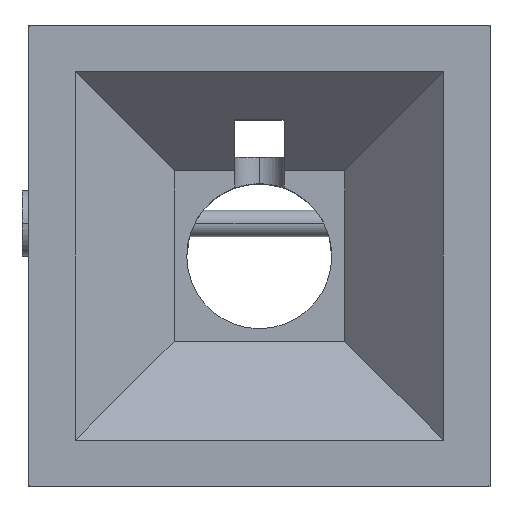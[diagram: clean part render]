
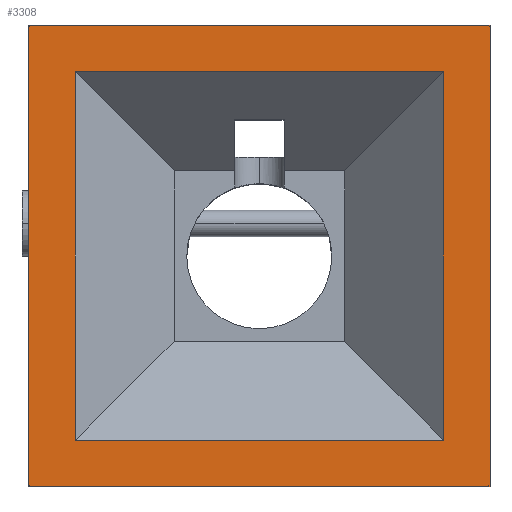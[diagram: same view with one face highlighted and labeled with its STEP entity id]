
A CAD part, top view. The second image highlights one B-rep face of the part: STEP entity #3308.
In plain terms, the highlighted planar face has unit normal (0, 0, 1).
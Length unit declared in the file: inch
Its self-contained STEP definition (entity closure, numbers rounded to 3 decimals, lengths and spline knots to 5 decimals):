
#10 = VECTOR ( 'NONE', #1964, 39.37008 ) ;
#98 = CARTESIAN_POINT ( 'NONE',  ( 0., 3.5, 5.5 ) ) ;
#102 = VECTOR ( 'NONE', #2180, 39.37008 ) ;
#139 = EDGE_CURVE ( 'NONE', #2440, #2581, #2799, .T. ) ;
#153 = LINE ( 'NONE', #98, #10 ) ;
#157 = DIRECTION ( 'NONE',  ( 0., -1., 0. ) ) ;
#182 = CARTESIAN_POINT ( 'NONE',  ( -2.79289, 2.79289, 5.5 ) ) ;
#262 = VECTOR ( 'NONE', #2285, 39.37008 ) ;
#336 = DIRECTION ( 'NONE',  ( 0., 0., 1. ) ) ;
#399 = DIRECTION ( 'NONE',  ( -1., 0., 0. ) ) ;
#472 = CARTESIAN_POINT ( 'NONE',  ( 0., -2.79289, 5.5 ) ) ;
#474 = EDGE_CURVE ( 'NONE', #2061, #2978, #153, .T. ) ;
#480 = EDGE_CURVE ( 'NONE', #1494, #2316, #1704, .T. ) ;
#538 = EDGE_CURVE ( 'NONE', #2692, #2089, #1498, .T. ) ;
#589 = FACE_BOUND ( 'NONE', #3132, .T. ) ;
#611 = CARTESIAN_POINT ( 'NONE',  ( 2.79289, 2.79289, 5.5 ) ) ;
#691 = DIRECTION ( 'NONE',  ( 0., -1., 0. ) ) ;
#712 = CARTESIAN_POINT ( 'NONE',  ( -3.5, -3.5, 5.5 ) ) ;
#720 = CARTESIAN_POINT ( 'NONE',  ( 2.79289, 0., 5.5 ) ) ;
#751 = ORIENTED_EDGE ( 'NONE', *, *, #2561, .T. ) ;
#867 = DIRECTION ( 'NONE',  ( 1., 0., 0. ) ) ;
#872 = CARTESIAN_POINT ( 'NONE',  ( 3.5, -3.5, 5.5 ) ) ;
#961 = AXIS2_PLACEMENT_3D ( 'NONE', #2691, #336, #867 ) ;
#1057 = LINE ( 'NONE', #2391, #102 ) ;
#1145 = VECTOR ( 'NONE', #691, 39.37008 ) ;
#1167 = LINE ( 'NONE', #720, #1145 ) ;
#1189 = CARTESIAN_POINT ( 'NONE',  ( -3.5, 3.5, 5.5 ) ) ;
#1280 = EDGE_LOOP ( 'NONE', ( #2241, #3214, #2475, #1575 ) ) ;
#1444 = EDGE_CURVE ( 'NONE', #2061, #1494, #2336, .T. ) ;
#1494 = VERTEX_POINT ( 'NONE', #872 ) ;
#1496 = EDGE_CURVE ( 'NONE', #2978, #2316, #1057, .T. ) ;
#1498 = LINE ( 'NONE', #472, #2879 ) ;
#1536 = ORIENTED_EDGE ( 'NONE', *, *, #139, .F. ) ;
#1575 = ORIENTED_EDGE ( 'NONE', *, *, #1444, .F. ) ;
#1634 = FACE_OUTER_BOUND ( 'NONE', #1280, .T. ) ;
#1704 = LINE ( 'NONE', #2753, #1935 ) ;
#1935 = VECTOR ( 'NONE', #399, 39.37008 ) ;
#1964 = DIRECTION ( 'NONE',  ( -1., 0., 0. ) ) ;
#1986 = CARTESIAN_POINT ( 'NONE',  ( 3.5, 0., 5.5 ) ) ;
#2000 = DIRECTION ( 'NONE',  ( -1., 0., 0. ) ) ;
#2061 = VERTEX_POINT ( 'NONE', #2759 ) ;
#2088 = ORIENTED_EDGE ( 'NONE', *, *, #2124, .F. ) ;
#2089 = VERTEX_POINT ( 'NONE', #2236 ) ;
#2124 = EDGE_CURVE ( 'NONE', #2581, #2089, #2727, .T. ) ;
#2180 = DIRECTION ( 'NONE',  ( 0., -1., 0. ) ) ;
#2219 = CARTESIAN_POINT ( 'NONE',  ( 0., 2.79289, 5.5 ) ) ;
#2236 = CARTESIAN_POINT ( 'NONE',  ( -2.79289, -2.79289, 5.5 ) ) ;
#2241 = ORIENTED_EDGE ( 'NONE', *, *, #474, .T. ) ;
#2264 = CARTESIAN_POINT ( 'NONE',  ( -2.79289, 0., 5.5 ) ) ;
#2285 = DIRECTION ( 'NONE',  ( 0., -1., 0. ) ) ;
#2316 = VERTEX_POINT ( 'NONE', #712 ) ;
#2336 = LINE ( 'NONE', #1986, #262 ) ;
#2391 = CARTESIAN_POINT ( 'NONE',  ( -3.5, 0., 5.5 ) ) ;
#2440 = VERTEX_POINT ( 'NONE', #611 ) ;
#2475 = ORIENTED_EDGE ( 'NONE', *, *, #480, .F. ) ;
#2528 = CARTESIAN_POINT ( 'NONE',  ( 2.79289, -2.79289, 5.5 ) ) ;
#2561 = EDGE_CURVE ( 'NONE', #2440, #2692, #1167, .T. ) ;
#2569 = ORIENTED_EDGE ( 'NONE', *, *, #538, .T. ) ;
#2581 = VERTEX_POINT ( 'NONE', #182 ) ;
#2691 = CARTESIAN_POINT ( 'NONE',  ( 0., 0., 5.5 ) ) ;
#2692 = VERTEX_POINT ( 'NONE', #2528 ) ;
#2727 = LINE ( 'NONE', #2264, #2849 ) ;
#2753 = CARTESIAN_POINT ( 'NONE',  ( 0., -3.5, 5.5 ) ) ;
#2759 = CARTESIAN_POINT ( 'NONE',  ( 3.5, 3.5, 5.5 ) ) ;
#2799 = LINE ( 'NONE', #2219, #3212 ) ;
#2849 = VECTOR ( 'NONE', #157, 39.37008 ) ;
#2879 = VECTOR ( 'NONE', #2000, 39.37008 ) ;
#2978 = VERTEX_POINT ( 'NONE', #1189 ) ;
#3132 = EDGE_LOOP ( 'NONE', ( #1536, #751, #2569, #2088 ) ) ;
#3212 = VECTOR ( 'NONE', #3272, 39.37008 ) ;
#3214 = ORIENTED_EDGE ( 'NONE', *, *, #1496, .T. ) ;
#3228 = PLANE ( 'NONE',  #961 ) ;
#3272 = DIRECTION ( 'NONE',  ( -1., 0., 0. ) ) ;
#3308 = ADVANCED_FACE ( 'NONE', ( #589, #1634 ), #3228, .T. ) ;
